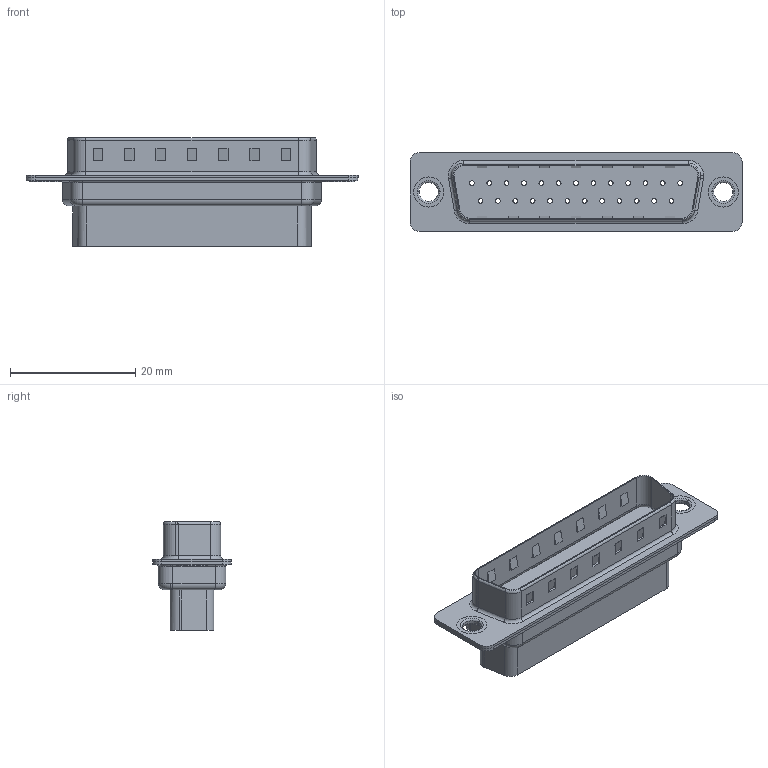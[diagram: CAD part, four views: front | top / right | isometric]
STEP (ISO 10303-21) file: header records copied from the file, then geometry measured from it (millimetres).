
FILE_DESCRIPTION (( 'STEP AP203' ), '1' );
FILE_NAME ('627-025-010-241.STEP', '2020-07-15T20:38:24', ( '' ), ( '' ), 'SwSTEP 2.0', 'SolidWorks 2020', '' );
FILE_SCHEMA (( 'CONFIG_CONTROL_DESIGN' ));
Length unit declared in the file: millimetre
Products named in the file (5): 627 Thru Hole Rivet; 627 Shell Front_25 Contacts; 627-025-010-241; 627 Shell Rear_25 Contacts; 627 Housing_25 HP
Assembly tree (5 placements, depth 2):
  627-025-010-241
    627 Housing_25 HP
    627 Shell Front_25 Contacts
    627 Shell Rear_25 Contacts
    627 Thru Hole Rivet  x2
Bounding box: 53 x 12.6 x 17.4 mm (x, y, z)
Volume: 3428.1 mm3; surface area: 6473.9 mm2
Topology: 5 solids, 5 shells, 550 faces, 1325 edges, 846 vertices
Faces by surface type: cylinder 271, plane 221, torus 58
Entity records: 16382 total; most frequent: DIRECTION 2939, CARTESIAN_POINT 2708, ORIENTED_EDGE 2570, EDGE_CURVE 1285, AXIS2_PLACEMENT_3D 1131, VERTEX_POINT 822, EDGE_LOOP 681, VECTOR 677
